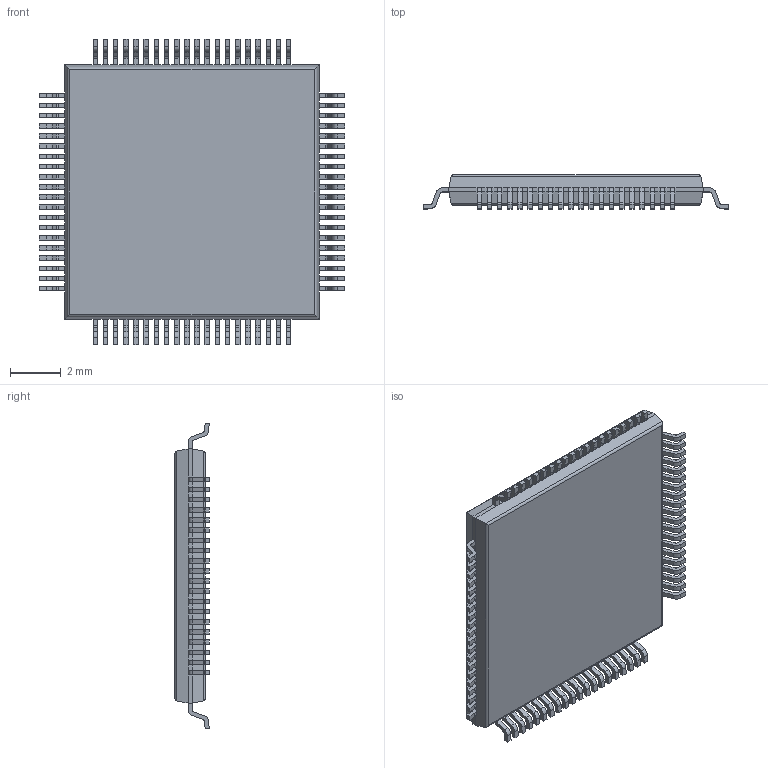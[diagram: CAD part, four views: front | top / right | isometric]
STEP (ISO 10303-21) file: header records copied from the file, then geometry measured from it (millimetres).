
FILE_DESCRIPTION (( 'STEP AP214' ), '1' );
FILE_NAME ('User Library-IPC QFP-full.STEP', '2013-10-26T00:44:25', ( 'Windows User' ), ( '' ), 'SwSTEP 2.0', 'SolidWorks 2013', '' );
FILE_SCHEMA (( 'AUTOMOTIVE_DESIGN' ));
Length unit declared in the file: millimetre
Products named in the file (1): User Library-IPC QFP-full
Bounding box: 12.02 x 1.35 x 12.02 mm (x, y, z)
Volume: 120.9 mm3; surface area: 314 mm2
Topology: 1 solids, 1 shells, 1145 faces, 3090 edges, 1948 vertices
Faces by surface type: plane 815, cylinder 330
Entity records: 47969 total; most frequent: CARTESIAN_POINT 6208, ORIENTED_EDGE 6180, DIRECTION 6018, EDGE_CURVE 3090, VECTOR 2438, LINE 2438, VERTEX_POINT 1948, AXIS2_PLACEMENT_3D 1790
